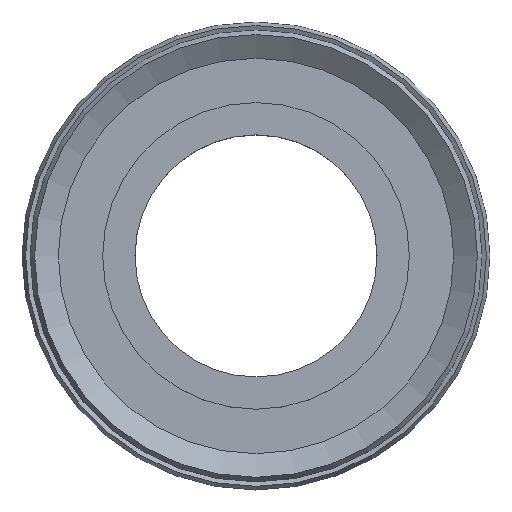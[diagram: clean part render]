
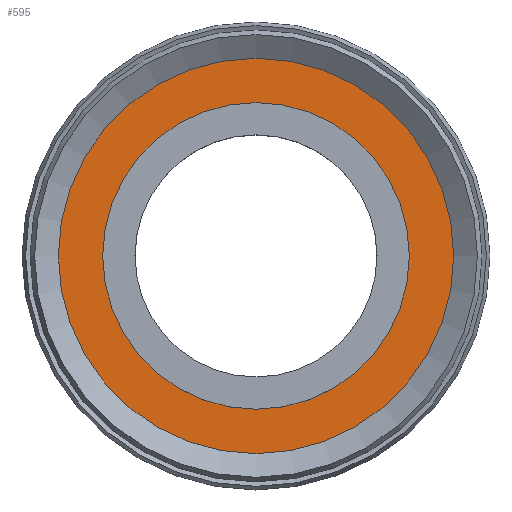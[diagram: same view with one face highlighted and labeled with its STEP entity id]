
A CAD part, top view. The second image highlights one B-rep face of the part: STEP entity #595.
In plain terms, the highlighted planar face has unit normal (0, 0, 1).
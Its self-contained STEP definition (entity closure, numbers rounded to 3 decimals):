
#55=CARTESIAN_POINT('',(-19.0,0.0,10.0));
#56=VERTEX_POINT('',#55);
#57=CARTESIAN_POINT('',(0.0,0.0,10.0));
#58=DIRECTION('',(0.0,0.0,-1.0));
#59=DIRECTION('',(-1.0,0.0,-0.0));
#60=AXIS2_PLACEMENT_3D('',#57,#58,#59);
#61=CIRCLE('',#60,19.0);
#62=EDGE_CURVE('n� 127',#56,#56,#61,.T.);
#564=CARTESIAN_POINT('',(24.5,0.0,10.0));
#565=VERTEX_POINT('',#564);
#566=CARTESIAN_POINT('',(0.0,0.0,10.0));
#567=DIRECTION('',(-0.0,-0.0,1.0));
#568=DIRECTION('',(1.0,0.0,0.0));
#569=AXIS2_PLACEMENT_3D('',#566,#567,#568);
#570=CIRCLE('',#569,24.5);
#571=EDGE_CURVE('n� 162',#565,#565,#570,.T.);
#584=ORIENTED_EDGE('',*,*,#62,.T.);
#585=EDGE_LOOP('',(#584));
#586=FACE_OUTER_BOUND('',#585,.T.);
#587=ORIENTED_EDGE('',*,*,#571,.T.);
#588=EDGE_LOOP('',(#587));
#589=FACE_BOUND('',#588,.T.);
#590=CARTESIAN_POINT('',(0.0,19.0,10.0));
#591=DIRECTION('',(0.0,0.0,-1.0));
#592=DIRECTION('',(-1.0,0.0,-0.0));
#593=AXIS2_PLACEMENT_3D('',#590,#591,#592);
#594=PLANE('',#593);
#595=ADVANCED_FACE('n� 252',(#586,#589),#594,.F.);
